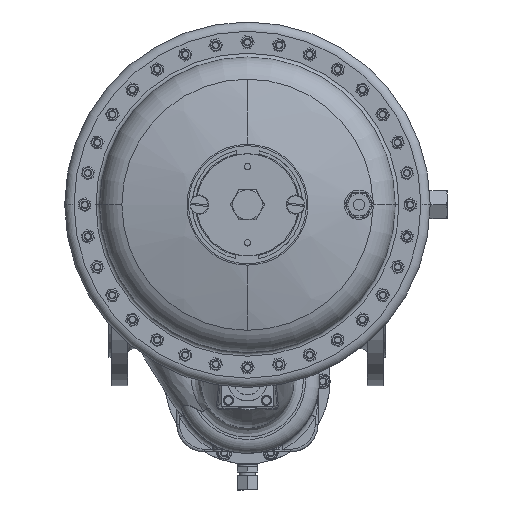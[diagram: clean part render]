
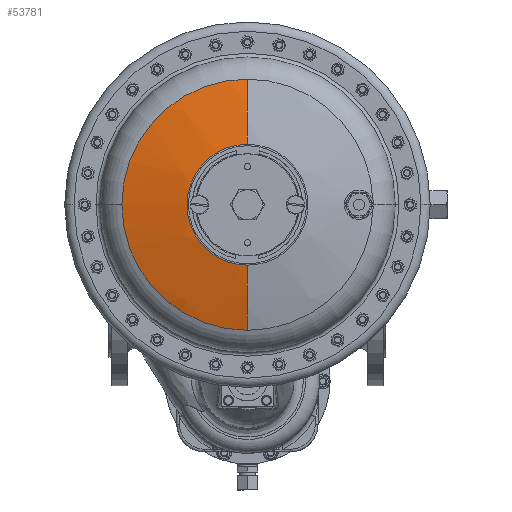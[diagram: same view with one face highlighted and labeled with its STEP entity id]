
A CAD part, front view. The second image highlights one B-rep face of the part: STEP entity #53781.
In plain terms, the highlighted spherical face has radius 454 mm.
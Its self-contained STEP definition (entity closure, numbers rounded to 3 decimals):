
#4296 = CARTESIAN_POINT ( 'NONE',  ( 5.512, -341.21, 95. ) ) ;
#5463 = CARTESIAN_POINT ( 'NONE',  ( 5.512, -341.21, 159.968 ) ) ;
#10216 = ORIENTED_EDGE ( 'NONE', *, *, #180564, .T. ) ;
#12799 = VERTEX_POINT ( 'NONE', #31186 ) ;
#16738 = VERTEX_POINT ( 'NONE', #85830 ) ;
#23118 = AXIS2_PLACEMENT_3D ( 'NONE', #203017, #245764, #86198 ) ;
#27723 = CARTESIAN_POINT ( 'NONE',  ( 5.512, -325.309, 95. ) ) ;
#28556 = ORIENTED_EDGE ( 'NONE', *, *, #192735, .F. ) ;
#29027 = DIRECTION ( 'NONE',  ( 1., 0., 0. ) ) ;
#31186 = CARTESIAN_POINT ( 'NONE',  ( -59.456, -341.21, 95. ) ) ;
#39007 = CIRCLE ( 'NONE', #101188, 135.119 ) ;
#41736 = DIRECTION ( 'NONE',  ( -1., 0., 0. ) ) ;
#53110 = ORIENTED_EDGE ( 'NONE', *, *, #168036, .T. ) ;
#53781 = ADVANCED_FACE ( 'Defeature ausgef�hrt1_46', ( #117406 ), #216041, .T. ) ;
#59057 = DIRECTION ( 'NONE',  ( 1., 0., 0. ) ) ;
#61972 = VERTEX_POINT ( 'NONE', #217640 ) ;
#65251 = CIRCLE ( 'NONE', #152277, 64.968 ) ;
#66871 = VERTEX_POINT ( 'NONE', #5463 ) ;
#69497 = VERTEX_POINT ( 'NONE', #152637 ) ;
#84242 = ORIENTED_EDGE ( 'NONE', *, *, #184945, .T. ) ;
#85830 = CARTESIAN_POINT ( 'NONE',  ( -129.607, -325.309, 95. ) ) ;
#86198 = DIRECTION ( 'NONE',  ( 0., 0., 1. ) ) ;
#87822 = CIRCLE ( 'NONE', #141703, 64.968 ) ;
#90938 = EDGE_LOOP ( 'NONE', ( #28556, #199439, #53110, #130022, #84242, #10216 ) ) ;
#92649 = CIRCLE ( 'NONE', #241902, 454. ) ;
#94049 = CIRCLE ( 'NONE', #23118, 454. ) ;
#101188 = AXIS2_PLACEMENT_3D ( 'NONE', #102651, #222014, #41736 ) ;
#102651 = CARTESIAN_POINT ( 'NONE',  ( 5.512, -325.309, 95. ) ) ;
#106807 = DIRECTION ( 'NONE',  ( -1., 0., 0. ) ) ;
#117406 = FACE_OUTER_BOUND ( 'NONE', #90938, .T. ) ;
#119008 = CARTESIAN_POINT ( 'NONE',  ( 5.512, -325.309, -40.119 ) ) ;
#130022 = ORIENTED_EDGE ( 'NONE', *, *, #240034, .T. ) ;
#136984 = CARTESIAN_POINT ( 'NONE',  ( 5.512, -341.21, 95. ) ) ;
#138138 = DIRECTION ( 'NONE',  ( 0., 0., -1. ) ) ;
#140806 = DIRECTION ( 'NONE',  ( 0., 1., 0. ) ) ;
#141703 = AXIS2_PLACEMENT_3D ( 'NONE', #136984, #140806, #236907 ) ;
#145760 = DIRECTION ( 'NONE',  ( 0., 0., -1. ) ) ;
#152277 = AXIS2_PLACEMENT_3D ( 'NONE', #4296, #166375, #222237 ) ;
#152637 = CARTESIAN_POINT ( 'NONE',  ( 5.512, -341.21, 30.032 ) ) ;
#155978 = CIRCLE ( 'NONE', #189141, 135.119 ) ;
#165961 = AXIS2_PLACEMENT_3D ( 'NONE', #196590, #59057, #138138 ) ;
#166375 = DIRECTION ( 'NONE',  ( 0., 1., 0. ) ) ;
#168036 = EDGE_CURVE ( 'Defeature ausgef�hrt1_46+Defeature ausgef�hrt1_47+Defeature ausgef�hrt1_0+Defeature ausgef�hrt1_0', #16738, #194543, #39007, .T. ) ;
#177666 = EDGE_CURVE ( 'Defeature ausgef�hrt1_46+Defeature ausgef�hrt1_47+Defeature ausgef�hrt1_0+Defeature ausgef�hrt1_0', #61972, #16738, #155978, .T. ) ;
#180564 = EDGE_CURVE ( 'Defeature ausgef�hrt1_46+Defeature ausgef�hrt1_2146+Defeature ausgef�hrt1_2146+Defeature ausgef�hrt1_2146', #12799, #66871, #65251, .T. ) ;
#184945 = EDGE_CURVE ( 'Defeature ausgef�hrt1_46+Defeature ausgef�hrt1_2146+Defeature ausgef�hrt1_2146+Defeature ausgef�hrt1_2146', #69497, #12799, #87822, .T. ) ;
#189141 = AXIS2_PLACEMENT_3D ( 'NONE', #27723, #209293, #106807 ) ;
#192735 = EDGE_CURVE ( 'NONE', #61972, #66871, #92649, .T. ) ;
#194543 = VERTEX_POINT ( 'NONE', #119008 ) ;
#196590 = CARTESIAN_POINT ( 'NONE',  ( 5.512, 108.118, 95. ) ) ;
#199439 = ORIENTED_EDGE ( 'NONE', *, *, #177666, .T. ) ;
#203017 = CARTESIAN_POINT ( 'NONE',  ( 5.512, 108.118, 95. ) ) ;
#209293 = DIRECTION ( 'NONE',  ( 0., -1., 0. ) ) ;
#216041 = SPHERICAL_SURFACE ( 'NONE', #165961, 454. ) ;
#217640 = CARTESIAN_POINT ( 'NONE',  ( 5.512, -325.309, 230.119 ) ) ;
#222014 = DIRECTION ( 'NONE',  ( 0., -1., 0. ) ) ;
#222237 = DIRECTION ( 'NONE',  ( 1., 0., 0. ) ) ;
#236907 = DIRECTION ( 'NONE',  ( 1., 0., 0. ) ) ;
#240034 = EDGE_CURVE ( 'NONE', #194543, #69497, #94049, .T. ) ;
#241902 = AXIS2_PLACEMENT_3D ( 'NONE', #249535, #29027, #145760 ) ;
#245764 = DIRECTION ( 'NONE',  ( -1., 0., 0. ) ) ;
#249535 = CARTESIAN_POINT ( 'NONE',  ( 5.512, 108.118, 95. ) ) ;
